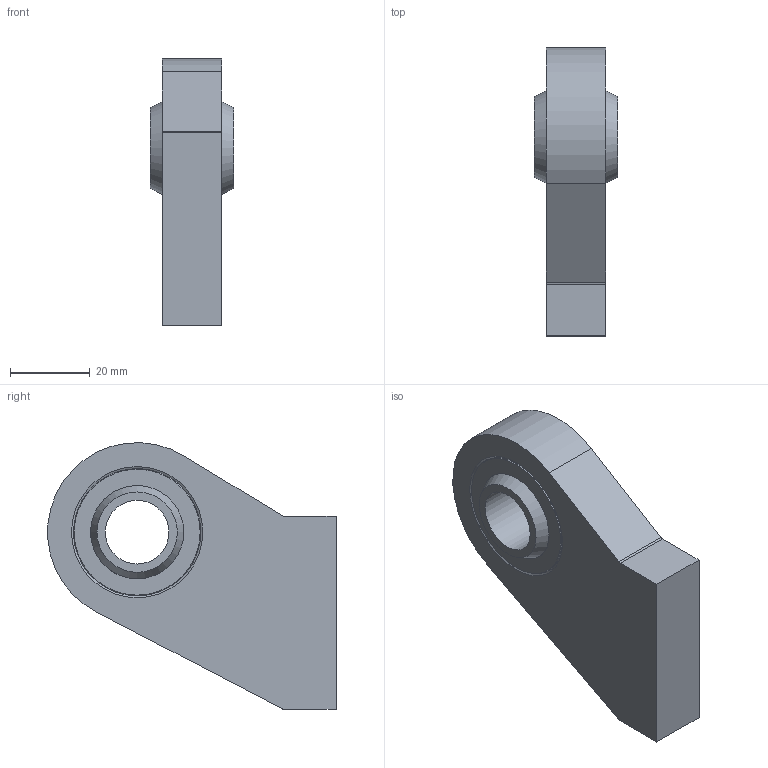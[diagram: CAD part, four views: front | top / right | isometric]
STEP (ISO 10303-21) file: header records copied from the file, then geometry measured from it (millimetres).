
FILE_DESCRIPTION(/* description */ ('STEP AP214'),/* implementation_level */ '2;1');
FILE_NAME(/* name */ '31750_LSNSG-63',/* time_stamp */ '2024-09-05T02:20:13+02:00',/* author */ ('License CC BY-ND 4.0'),/* organization */ ('CADENAS'),/* preprocessor_version */ 'ST-DEVELOPER v19.3',/* originating_system */ 'PARTsolutions',/* authorisation */ ' ');
FILE_SCHEMA (('AUTOMOTIVE_DESIGN {1 0 10303 214 3 1 1}'));
Length unit declared in the file: millimetre
Products named in the file (1): 31750 LSNSG-63
Bounding box: 21 x 72.43 x 66.98 mm (x, y, z)
Volume: 47115 mm3; surface area: 10970.9 mm2
Topology: 1 solids, 1 shells, 25 faces, 52 edges, 33 vertices
Faces by surface type: plane 11, cylinder 6, cone 6, torus 2
Full cylindrical faces by diameter (mm): 16 x1, 32 x2
Entity records: 638 total; most frequent: DIRECTION 114, CARTESIAN_POINT 98, ORIENTED_EDGE 80, AXIS2_PLACEMENT_3D 48, EDGE_LOOP 42, FACE_BOUND 42, EDGE_CURVE 40, VERTEX_POINT 32
